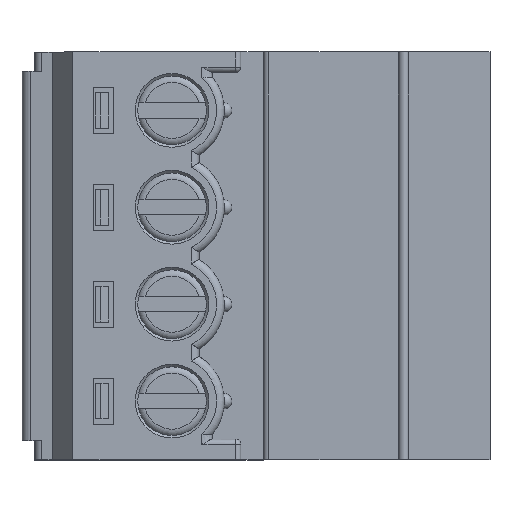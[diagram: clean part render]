
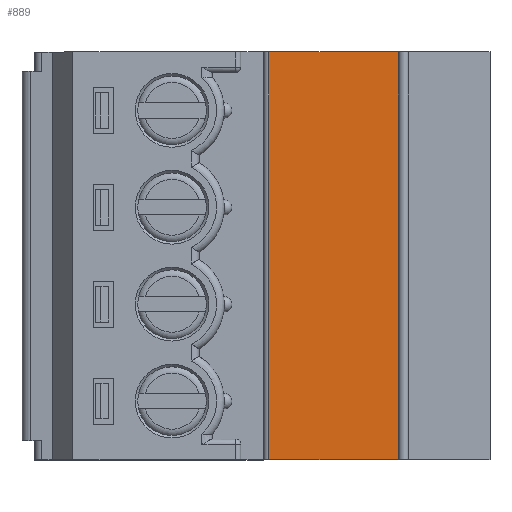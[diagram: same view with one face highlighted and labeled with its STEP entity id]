
A CAD part, top view. The second image highlights one B-rep face of the part: STEP entity #889.
In plain terms, the highlighted planar face has unit normal (0, 0, 1).
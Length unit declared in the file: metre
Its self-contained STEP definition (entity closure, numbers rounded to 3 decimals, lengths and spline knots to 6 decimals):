
#889 = ADVANCED_FACE( '', ( #2088 ), #2089, .F. );
#2088 = FACE_OUTER_BOUND( '', #3675, .T. );
#2089 = PLANE( '', #3676 );
#3675 = EDGE_LOOP( '', ( #6359, #6360, #6361, #6362 ) );
#3676 = AXIS2_PLACEMENT_3D( '', #6363, #6364, #6365 );
#6359 = ORIENTED_EDGE( '', *, *, #9981, .T. );
#6360 = ORIENTED_EDGE( '', *, *, #9763, .F. );
#6361 = ORIENTED_EDGE( '', *, *, #9982, .F. );
#6362 = ORIENTED_EDGE( '', *, *, #9983, .F. );
#6363 = CARTESIAN_POINT( '', ( 0.00025, -0.001905, 0.00485 ) );
#6364 = DIRECTION( '', ( 0., 0., -1. ) );
#6365 = DIRECTION( '', ( -1., 0., 0. ) );
#9763 = EDGE_CURVE( '', #11988, #11990, #11991, .T. );
#9981 = EDGE_CURVE( '', #12320, #11990, #12321, .T. );
#9982 = EDGE_CURVE( '', #12322, #11988, #12323, .T. );
#9983 = EDGE_CURVE( '', #12320, #12322, #12324, .T. );
#11988 = VERTEX_POINT( '', #15212 );
#11990 = VERTEX_POINT( '', #15214 );
#11991 = LINE( '', #15215, #15216 );
#12320 = VERTEX_POINT( '', #15733 );
#12321 = LINE( '', #15734, #15735 );
#12322 = VERTEX_POINT( '', #15736 );
#12323 = LINE( '', #15737, #15738 );
#12324 = LINE( '', #15739, #15740 );
#15212 = CARTESIAN_POINT( '', ( 0.00025, 0.01373, 0.00485 ) );
#15214 = CARTESIAN_POINT( '', ( 0.00535, 0.01373, 0.00485 ) );
#15215 = CARTESIAN_POINT( '', ( 0.00025, 0.01373, 0.00485 ) );
#15216 = VECTOR( '', #17971, 1. );
#15733 = CARTESIAN_POINT( '', ( 0.00535, -0.0023, 0.00485 ) );
#15734 = CARTESIAN_POINT( '', ( 0.00535, -0.001905, 0.00485 ) );
#15735 = VECTOR( '', #18177, 1. );
#15736 = CARTESIAN_POINT( '', ( 0.00025, -0.0023, 0.00485 ) );
#15737 = CARTESIAN_POINT( '', ( 0.00025, -0.001905, 0.00485 ) );
#15738 = VECTOR( '', #18178, 1. );
#15739 = CARTESIAN_POINT( '', ( 0.00535, -0.0023, 0.00485 ) );
#15740 = VECTOR( '', #18179, 1. );
#17971 = DIRECTION( '', ( 1., 0., 0. ) );
#18177 = DIRECTION( '', ( 0., 1., 0. ) );
#18178 = DIRECTION( '', ( 0., 1., 0. ) );
#18179 = DIRECTION( '', ( -1., 0., 0. ) );
